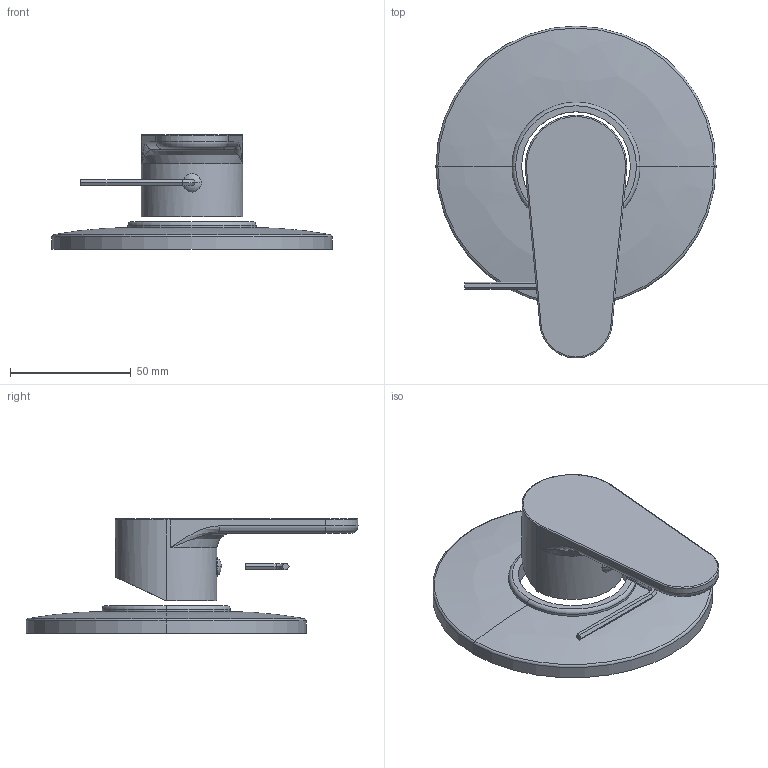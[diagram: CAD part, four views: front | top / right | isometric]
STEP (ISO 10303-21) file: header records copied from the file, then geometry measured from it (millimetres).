
FILE_DESCRIPTION((''),'2;1');
FILE_NAME('GR010CREST_ASM','2021-02-03T07:42:58',('stefano.gianpani'),('PAFFONI SpA'),'CREO PARAMETRIC BY PTC INC, 2020044','CREO PARAMETRIC BY PTC INC, 2020044','');
FILE_SCHEMA(('CONFIG_CONTROL_DESIGN','SHAPE_APPEARANCE_LAYERS_GROUPS'));
Length unit declared in the file: millimetre
Products named in the file (9): 4061237CR; 592305006A2I; TCF0691105CRRB; CHBR25; 8001114_ASM; 4061060CR; 2091099; 5007007CR_ASM; GR010CREST_ASM
Assembly tree (8 placements, depth 3):
  GR010CREST_ASM
    4061237CR
    8001114_ASM
      592305006A2I
      TCF0691105CRRB
      CHBR25
    5007007CR_ASM
      4061060CR
      2091099
Bounding box: 116 x 137.44 x 47.5 mm (x, y, z)
Volume: 38505.7 mm3; surface area: 43010.1 mm2
Topology: 6 solids, 8 shells, 140 faces, 328 edges, 205 vertices
Faces by surface type: plane 64, cylinder 41, cone 17, torus 10, bspline 6, sphere 2
Entity records: 5739 total; most frequent: CARTESIAN_POINT 1206, DIRECTION 745, ORIENTED_EDGE 644, PRESENTATION_STYLE_ASSIGNMENT 334, STYLED_ITEM 334, CURVE_STYLE 326, EDGE_CURVE 326, AXIS2_PLACEMENT_3D 282
